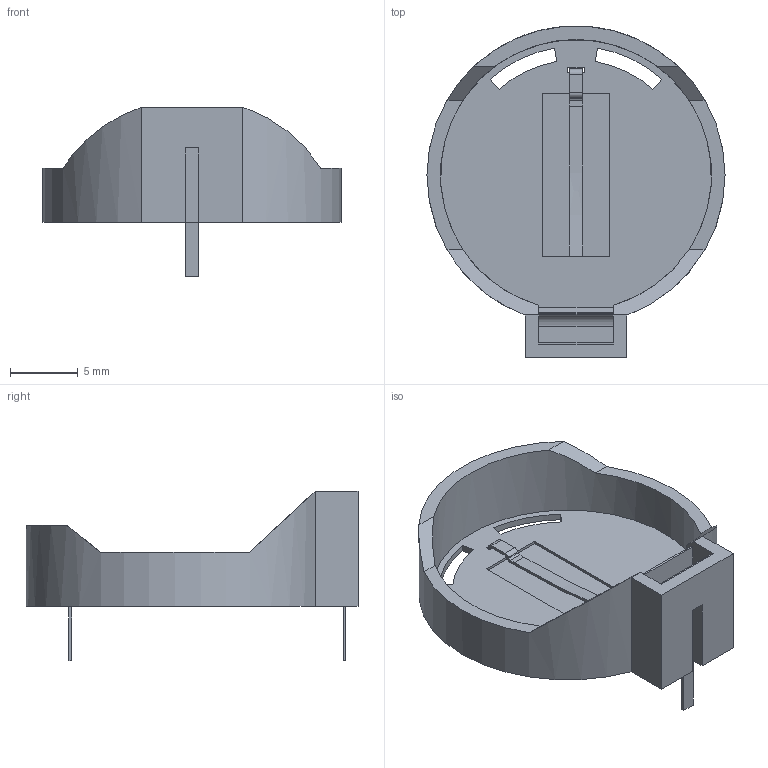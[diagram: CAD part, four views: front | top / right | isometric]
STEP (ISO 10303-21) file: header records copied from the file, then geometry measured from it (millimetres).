
FILE_DESCRIPTION(('FreeCAD Model'),'2;1');
FILE_NAME('CR2032_HOR_HOLD.step','2016-05-25T14:03:01',( 'Author'),(''),'Open CASCADE STEP processor 6.8','FreeCAD','Unknown' );
FILE_SCHEMA(('AUTOMOTIVE_DESIGN_CC2 { 1 2 10303 214 -1 1 5 4 }'));
Length unit declared in the file: millimetre
Products named in the file (2): ASSEMBLY; CR2032_HOR_HOLD
Assembly tree (1 placements, depth 2):
  ASSEMBLY
    CR2032_HOR_HOLD
Bounding box: 22 x 24.5 x 12.5 mm (x, y, z)
Volume: 570 mm3; surface area: 1764 mm2
Topology: 2 solids, 2 shells, 82 faces, 231 edges, 152 vertices
Faces by surface type: plane 66, cylinder 14, bspline 2
Entity records: 7913 total; most frequent: CARTESIAN_POINT 2847, DIRECTION 781, LINE 533, VECTOR 533, ORIENTED_EDGE 466, PCURVE 462, DEFINITIONAL_REPRESENTATION 462, EDGE_CURVE 231
